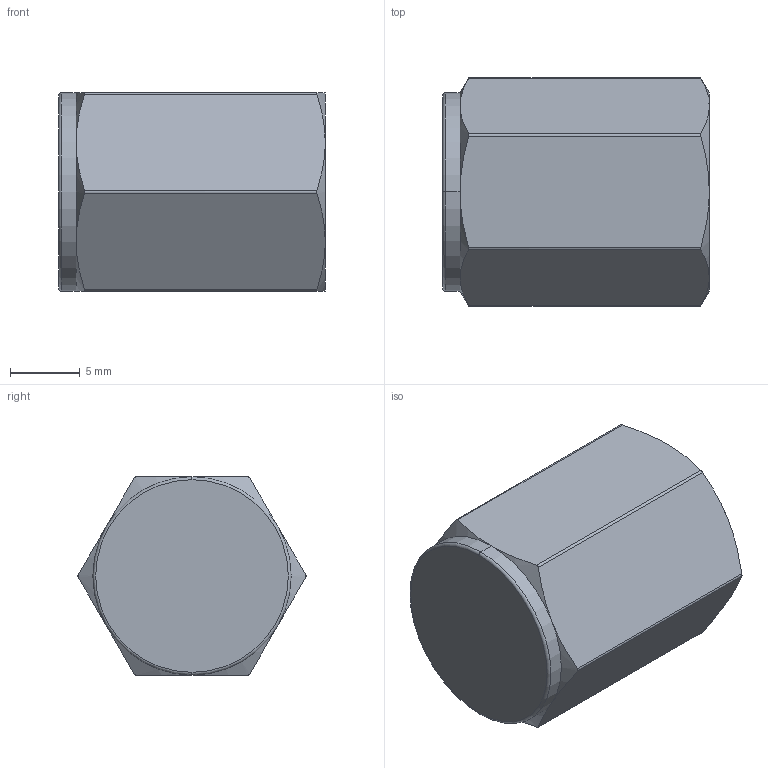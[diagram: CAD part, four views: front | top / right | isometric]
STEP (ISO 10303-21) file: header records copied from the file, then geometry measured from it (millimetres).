
FILE_DESCRIPTION((''),'2;1');
FILE_NAME('PIPE_CAP_H_SCA','2025-07-08T08:31:47',('Administrator'),(''),'CREO PARAMETRIC BY PTC INC, 2020414','CREO PARAMETRIC BY PTC INC, 2020414','');
FILE_SCHEMA(('AUTOMOTIVE_DESIGN { 1 0 10303 214 1 1 1 1 }'));
Length unit declared in the file: millimetre
Products named in the file (1): PIPE_CAP_H_SCA
Bounding box: 19.1 x 16.33 x 14.2 mm (x, y, z)
Volume: 2425.3 mm3; surface area: 1861.3 mm2
Topology: 1 solids, 1 shells, 68 faces, 179 edges, 121 vertices
Faces by surface type: cone 36, bspline 12, cylinder 10, plane 8, torus 2
Entity records: 6143 total; most frequent: CARTESIAN_POINT 4516, ORIENTED_EDGE 344, DIRECTION 216, EDGE_CURVE 172, COLOUR_RGB 116, VERTEX_POINT 107, B_SPLINE_CURVE_WITH_KNOTS 100, AXIS2_PLACEMENT_3D 82
